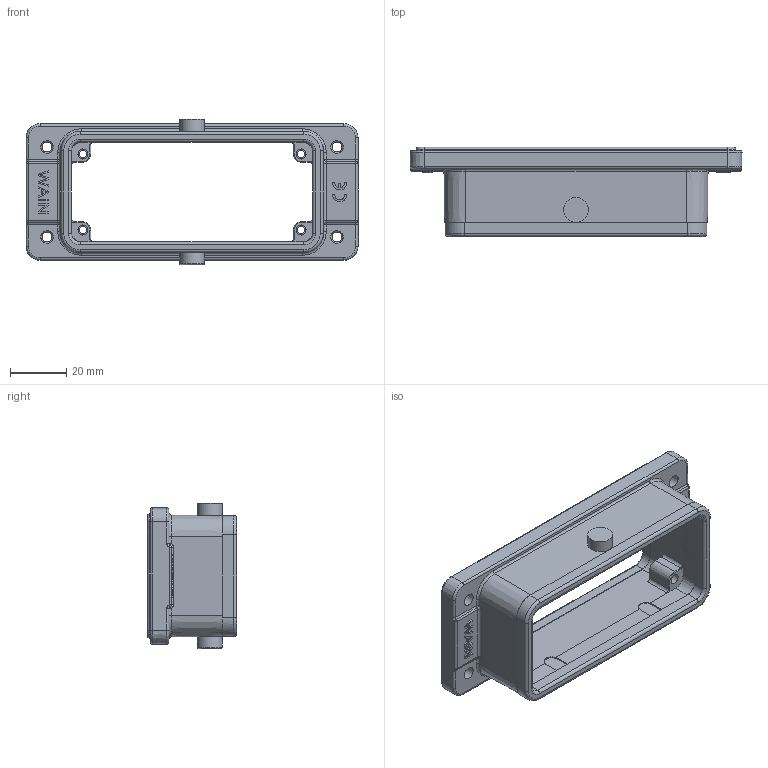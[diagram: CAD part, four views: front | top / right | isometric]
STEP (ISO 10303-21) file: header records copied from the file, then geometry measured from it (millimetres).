
FILE_DESCRIPTION(/* description */ (''),/* implementation_level */ '2;1');
FILE_NAME(/* name */ '3D_1241163501101_WV16B-BK-2B_C_V1.0_stp.stp',/* time_stamp */ '2023-12-05T15:36:49+08:00',/* author */ (''),/* organization */ (''),/* preprocessor_version */ 'ST-DEVELOPER v18.1',/* originating_system */ 'SIEMENS PLM Software NX 1980',/* authorisation */ '');
FILE_SCHEMA (('AP203_CONFIGURATION_CONTROLLED_3D_DESIGN_OF_MECHANICAL_PARTS_AND_ASSEMBLIES_MIM_LF { 1 0 10303 403 2 1 2}'));
Length unit declared in the file: millimetre
Products named in the file (1): 3D_1241163501101_WV16B-BK-2B_C_V1.0_stp
Bounding box: 117.99 x 31.65 x 51.75 mm (x, y, z)
Volume: 41712.5 mm3; surface area: 28715.7 mm2
Topology: 1 solids, 8 shells, 727 faces, 1965 edges, 1204 vertices
Faces by surface type: plane 283, cylinder 243, torus 77, cone 72, sphere 44, bspline 8
Full cylindrical faces by diameter (mm): 3.5 x4, 4.5 x4, 8.8 x2
Entity records: 23413 total; most frequent: CARTESIAN_POINT 4909, DIRECTION 4085, ORIENTED_EDGE 3776, EDGE_CURVE 1888, AXIS2_PLACEMENT_3D 1571, VERTEX_POINT 1190, LINE 943, VECTOR 943
